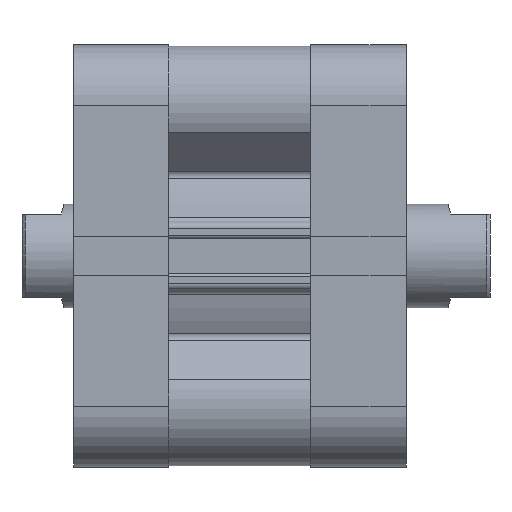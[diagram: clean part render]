
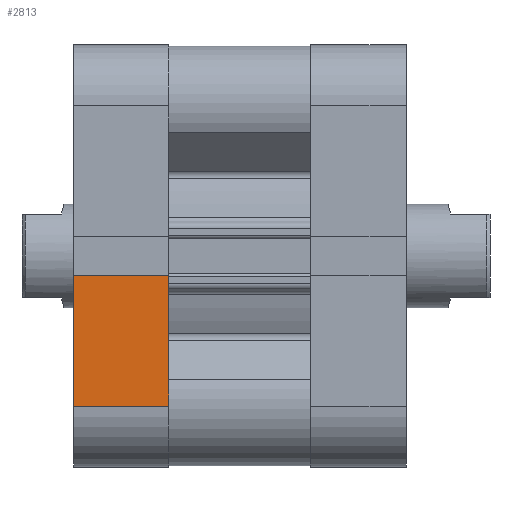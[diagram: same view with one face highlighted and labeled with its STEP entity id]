
A CAD part, front view. The second image highlights one B-rep face of the part: STEP entity #2813.
In plain terms, the highlighted planar face has unit normal (0, -1, 0).
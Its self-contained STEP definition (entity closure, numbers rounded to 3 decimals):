
#255 = CARTESIAN_POINT ( 'NONE',  ( -27.821, -32.75, -23.25 ) ) ;
#258 = CARTESIAN_POINT ( 'NONE',  ( -13.071, -32.75, -2.97 ) ) ;
#270 = CARTESIAN_POINT ( 'NONE',  ( -13.071, -32.75, -23.25 ) ) ;
#838 = CARTESIAN_POINT ( 'NONE',  ( -13.071, -32.75, -23.25 ) ) ;
#846 = CARTESIAN_POINT ( 'NONE',  ( -13.071, -32.75, 0. ) ) ;
#847 = DIRECTION ( 'NONE',  ( 1., 0., 0. ) ) ;
#848 = CARTESIAN_POINT ( 'NONE',  ( -13.071, -32.75, -2.97 ) ) ;
#850 = DIRECTION ( 'NONE',  ( 0., 0., -1. ) ) ;
#852 = DIRECTION ( 'NONE',  ( -1., 0., 0. ) ) ;
#853 = CARTESIAN_POINT ( 'NONE',  ( -27.821, -32.75, 0. ) ) ;
#854 = DIRECTION ( 'NONE',  ( 0., 0., -1. ) ) ;
#2025 = CARTESIAN_POINT ( 'NONE',  ( -13.071, -32.75, 0. ) ) ;
#2026 = PLANE ( 'NONE',  #7458 ) ;
#2028 = DIRECTION ( 'NONE',  ( 0., 1., 0. ) ) ;
#2029 = DIRECTION ( 'NONE',  ( 0., 0., 1. ) ) ;
#2761 = CARTESIAN_POINT ( 'NONE',  ( -27.821, -32.75, -2.97 ) ) ;
#2813 = ADVANCED_FACE ( 'NONE', ( #5170 ), #2026, .F. ) ;
#3073 = EDGE_LOOP ( 'NONE', ( #7149, #7155, #7150, #7153 ) ) ;
#3175 = VERTEX_POINT ( 'NONE', #2761 ) ;
#3183 = VERTEX_POINT ( 'NONE', #255 ) ;
#3186 = VERTEX_POINT ( 'NONE', #258 ) ;
#3198 = VERTEX_POINT ( 'NONE', #270 ) ;
#5170 = FACE_OUTER_BOUND ( 'NONE', #3073, .T. ) ;
#5634 = EDGE_CURVE ( 'NONE', #3183, #3198, #5989, .T. ) ;
#5635 = EDGE_CURVE ( 'NONE', #3186, #3198, #5983, .T. ) ;
#5636 = EDGE_CURVE ( 'NONE', #3186, #3175, #5976, .T. ) ;
#5637 = EDGE_CURVE ( 'NONE', #3175, #3183, #5995, .T. ) ;
#5976 = LINE ( 'NONE', #848, #5993 ) ;
#5983 = LINE ( 'NONE', #846, #5991 ) ;
#5986 = VECTOR ( 'NONE', #847, 1000. ) ;
#5989 = LINE ( 'NONE', #838, #5986 ) ;
#5991 = VECTOR ( 'NONE', #850, 1000. ) ;
#5993 = VECTOR ( 'NONE', #852, 1000. ) ;
#5995 = LINE ( 'NONE', #853, #5996 ) ;
#5996 = VECTOR ( 'NONE', #854, 1000. ) ;
#7149 = ORIENTED_EDGE ( 'NONE', *, *, #5635, .F. ) ;
#7150 = ORIENTED_EDGE ( 'NONE', *, *, #5637, .T. ) ;
#7153 = ORIENTED_EDGE ( 'NONE', *, *, #5634, .T. ) ;
#7155 = ORIENTED_EDGE ( 'NONE', *, *, #5636, .T. ) ;
#7458 = AXIS2_PLACEMENT_3D ( 'NONE', #2025, #2028, #2029 ) ;
